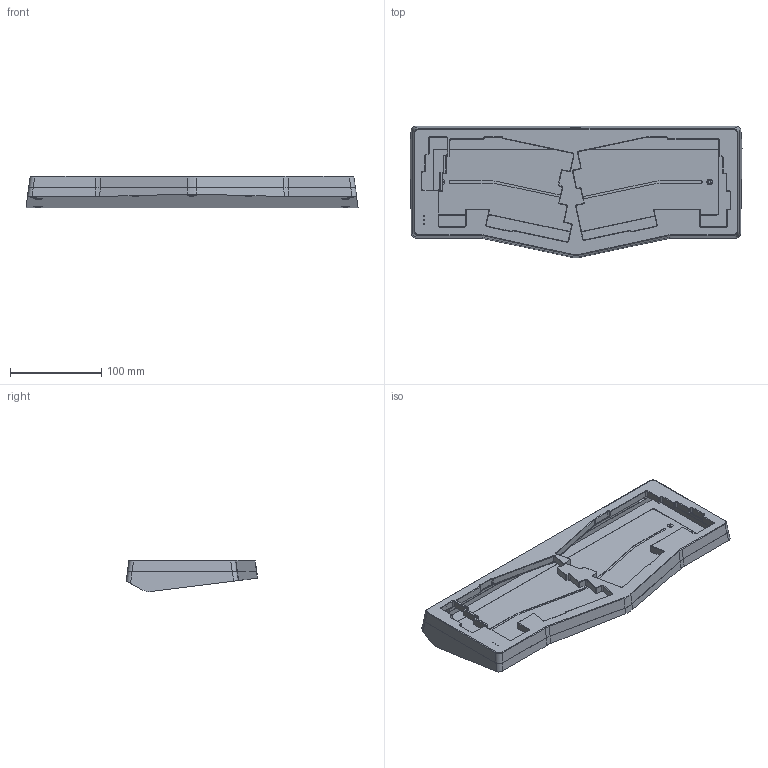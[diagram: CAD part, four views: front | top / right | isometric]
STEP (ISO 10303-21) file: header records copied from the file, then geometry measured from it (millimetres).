
FILE_DESCRIPTION(/* description */ (''),/* implementation_level */ '2;1');
FILE_NAME(/* name */ 'Alice.step',/* time_stamp */ '2020-04-05T18:34:50-07:00',/* author */ (''),/* organization */ (''),/* preprocessor_version */ 'ST-DEVELOPER v18',/* originating_system */ 'Autodesk Translation Framework v8.12.0.6',/* authorisation */ '');
FILE_SCHEMA (('AUTOMOTIVE_DESIGN { 1 0 10303 214 3 1 1 }'));
Length unit declared in the file: millimetre
Products named in the file (4): Assembled; Component5; Component6; Component7
Assembly tree (3 placements, depth 2):
  Assembled
    Component5
    Component6
    Component7
Bounding box: 364.8 x 144.4 x 34.4 mm (x, y, z)
Volume: 678566.9 mm3; surface area: 224739.8 mm2
Topology: 3 solids, 3 shells, 634 faces, 1658 edges, 1062 vertices
Faces by surface type: plane 301, cylinder 238, cone 74, bspline 21
Full cylindrical faces by diameter (mm): 1 x3, 3 x12, 4 x16, 6.302 x8
Entity records: 20211 total; most frequent: CARTESIAN_POINT 4040, DIRECTION 3452, ORIENTED_EDGE 3316, EDGE_CURVE 1658, AXIS2_PLACEMENT_3D 1204, VERTEX_POINT 1062, LINE 1044, VECTOR 1044
